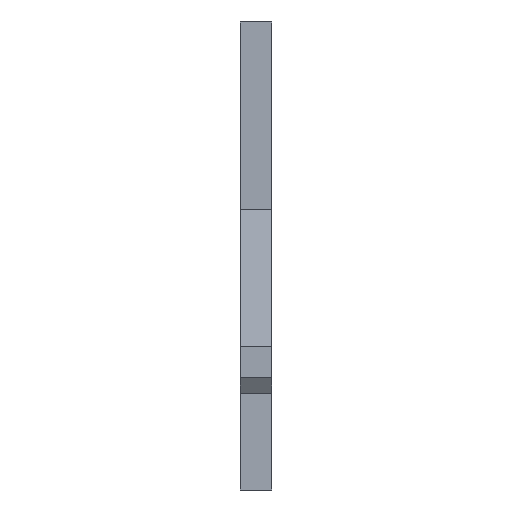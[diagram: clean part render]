
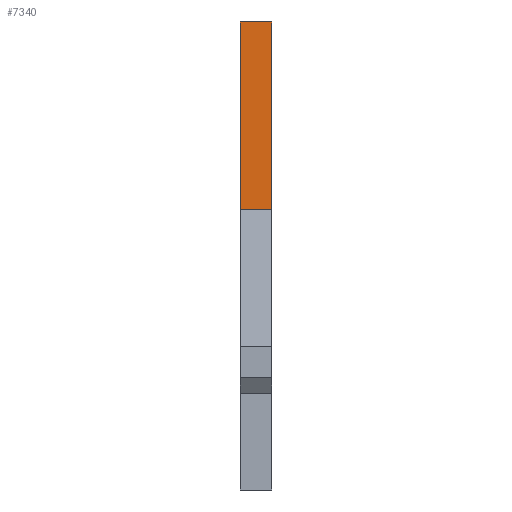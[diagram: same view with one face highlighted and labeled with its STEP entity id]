
A CAD part, left-side view. The second image highlights one B-rep face of the part: STEP entity #7340.
In plain terms, the highlighted planar face has unit normal (-1, 0, 0).
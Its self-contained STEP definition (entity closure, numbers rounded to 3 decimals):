
#6743 = PLANE('',#6744);
#6744 = AXIS2_PLACEMENT_3D('',#6745,#6746,#6747);
#6745 = CARTESIAN_POINT('',(-9.089,0.254,-1.58));
#6746 = DIRECTION('',(0.,1.,0.));
#6747 = DIRECTION('',(1.,0.,0.));
#6797 = PLANE('',#6798);
#6798 = AXIS2_PLACEMENT_3D('',#6799,#6800,#6801);
#6799 = CARTESIAN_POINT('',(-9.089,-0.254,-1.58));
#6800 = DIRECTION('',(0.,1.,0.));
#6801 = DIRECTION('',(1.,0.,0.));
#7232 = PLANE('',#7233);
#7233 = AXIS2_PLACEMENT_3D('',#7234,#7235,#7236);
#7234 = CARTESIAN_POINT('',(-8.691,-0.254,6.04));
#7235 = DIRECTION('',(0.,0.,1.));
#7236 = DIRECTION('',(-1.,0.,-0.));
#7270 = VERTEX_POINT('',#7271);
#7271 = CARTESIAN_POINT('',(-9.089,0.254,6.04));
#7292 = EDGE_CURVE('',#7293,#7270,#7295,.T.);
#7293 = VERTEX_POINT('',#7294);
#7294 = CARTESIAN_POINT('',(-9.089,-0.254,6.04));
#7295 = SURFACE_CURVE('',#7296,(#7300,#7307),.PCURVE_S1.);
#7296 = LINE('',#7297,#7298);
#7297 = CARTESIAN_POINT('',(-9.089,-0.254,6.04));
#7298 = VECTOR('',#7299,1.);
#7299 = DIRECTION('',(0.,1.,0.));
#7300 = PCURVE('',#7232,#7301);
#7301 = DEFINITIONAL_REPRESENTATION('',(#7302),#7306);
#7302 = LINE('',#7303,#7304);
#7303 = CARTESIAN_POINT('',(0.399,0.));
#7304 = VECTOR('',#7305,1.);
#7305 = DIRECTION('',(0.,-1.));
#7306 = ( GEOMETRIC_REPRESENTATION_CONTEXT(2) 
PARAMETRIC_REPRESENTATION_CONTEXT() REPRESENTATION_CONTEXT('2D SPACE',''
  ) );
#7307 = PCURVE('',#7308,#7313);
#7308 = PLANE('',#7309);
#7309 = AXIS2_PLACEMENT_3D('',#7310,#7311,#7312);
#7310 = CARTESIAN_POINT('',(-9.089,-0.254,6.04));
#7311 = DIRECTION('',(-1.,0.,-0.));
#7312 = DIRECTION('',(0.,0.,-1.));
#7313 = DEFINITIONAL_REPRESENTATION('',(#7314),#7318);
#7314 = LINE('',#7315,#7316);
#7315 = CARTESIAN_POINT('',(0.,0.));
#7316 = VECTOR('',#7317,1.);
#7317 = DIRECTION('',(0.,-1.));
#7318 = ( GEOMETRIC_REPRESENTATION_CONTEXT(2) 
PARAMETRIC_REPRESENTATION_CONTEXT() REPRESENTATION_CONTEXT('2D SPACE',''
  ) );
#7340 = ADVANCED_FACE('',(#7341),#7308,.T.);
#7341 = FACE_BOUND('',#7342,.T.);
#7342 = EDGE_LOOP('',(#7343,#7344,#7367,#7395));
#7343 = ORIENTED_EDGE('',*,*,#7292,.T.);
#7344 = ORIENTED_EDGE('',*,*,#7345,.T.);
#7345 = EDGE_CURVE('',#7270,#7346,#7348,.T.);
#7346 = VERTEX_POINT('',#7347);
#7347 = CARTESIAN_POINT('',(-9.089,0.254,2.992));
#7348 = SURFACE_CURVE('',#7349,(#7353,#7360),.PCURVE_S1.);
#7349 = LINE('',#7350,#7351);
#7350 = CARTESIAN_POINT('',(-9.089,0.254,6.04));
#7351 = VECTOR('',#7352,1.);
#7352 = DIRECTION('',(0.,0.,-1.));
#7353 = PCURVE('',#7308,#7354);
#7354 = DEFINITIONAL_REPRESENTATION('',(#7355),#7359);
#7355 = LINE('',#7356,#7357);
#7356 = CARTESIAN_POINT('',(0.,-0.508));
#7357 = VECTOR('',#7358,1.);
#7358 = DIRECTION('',(1.,0.));
#7359 = ( GEOMETRIC_REPRESENTATION_CONTEXT(2) 
PARAMETRIC_REPRESENTATION_CONTEXT() REPRESENTATION_CONTEXT('2D SPACE',''
  ) );
#7360 = PCURVE('',#6743,#7361);
#7361 = DEFINITIONAL_REPRESENTATION('',(#7362),#7366);
#7362 = LINE('',#7363,#7364);
#7363 = CARTESIAN_POINT('',(0.,-7.62));
#7364 = VECTOR('',#7365,1.);
#7365 = DIRECTION('',(0.,1.));
#7366 = ( GEOMETRIC_REPRESENTATION_CONTEXT(2) 
PARAMETRIC_REPRESENTATION_CONTEXT() REPRESENTATION_CONTEXT('2D SPACE',''
  ) );
#7367 = ORIENTED_EDGE('',*,*,#7368,.F.);
#7368 = EDGE_CURVE('',#7369,#7346,#7371,.T.);
#7369 = VERTEX_POINT('',#7370);
#7370 = CARTESIAN_POINT('',(-9.089,-0.254,2.992));
#7371 = SURFACE_CURVE('',#7372,(#7376,#7383),.PCURVE_S1.);
#7372 = LINE('',#7373,#7374);
#7373 = CARTESIAN_POINT('',(-9.089,-0.254,2.992));
#7374 = VECTOR('',#7375,1.);
#7375 = DIRECTION('',(0.,1.,0.));
#7376 = PCURVE('',#7308,#7377);
#7377 = DEFINITIONAL_REPRESENTATION('',(#7378),#7382);
#7378 = LINE('',#7379,#7380);
#7379 = CARTESIAN_POINT('',(3.048,0.));
#7380 = VECTOR('',#7381,1.);
#7381 = DIRECTION('',(0.,-1.));
#7382 = ( GEOMETRIC_REPRESENTATION_CONTEXT(2) 
PARAMETRIC_REPRESENTATION_CONTEXT() REPRESENTATION_CONTEXT('2D SPACE',''
  ) );
#7383 = PCURVE('',#7384,#7389);
#7384 = PLANE('',#7385);
#7385 = AXIS2_PLACEMENT_3D('',#7386,#7387,#7388);
#7386 = CARTESIAN_POINT('',(-9.089,-0.254,2.992));
#7387 = DIRECTION('',(-0.97,0.,0.244)
  );
#7388 = DIRECTION('',(-0.244,0.,
    -0.97));
#7389 = DEFINITIONAL_REPRESENTATION('',(#7390),#7394);
#7390 = LINE('',#7391,#7392);
#7391 = CARTESIAN_POINT('',(0.,0.));
#7392 = VECTOR('',#7393,1.);
#7393 = DIRECTION('',(0.,-1.));
#7394 = ( GEOMETRIC_REPRESENTATION_CONTEXT(2) 
PARAMETRIC_REPRESENTATION_CONTEXT() REPRESENTATION_CONTEXT('2D SPACE',''
  ) );
#7395 = ORIENTED_EDGE('',*,*,#7396,.F.);
#7396 = EDGE_CURVE('',#7293,#7369,#7397,.T.);
#7397 = SURFACE_CURVE('',#7398,(#7402,#7409),.PCURVE_S1.);
#7398 = LINE('',#7399,#7400);
#7399 = CARTESIAN_POINT('',(-9.089,-0.254,6.04));
#7400 = VECTOR('',#7401,1.);
#7401 = DIRECTION('',(0.,0.,-1.));
#7402 = PCURVE('',#7308,#7403);
#7403 = DEFINITIONAL_REPRESENTATION('',(#7404),#7408);
#7404 = LINE('',#7405,#7406);
#7405 = CARTESIAN_POINT('',(0.,0.));
#7406 = VECTOR('',#7407,1.);
#7407 = DIRECTION('',(1.,0.));
#7408 = ( GEOMETRIC_REPRESENTATION_CONTEXT(2) 
PARAMETRIC_REPRESENTATION_CONTEXT() REPRESENTATION_CONTEXT('2D SPACE',''
  ) );
#7409 = PCURVE('',#6797,#7410);
#7410 = DEFINITIONAL_REPRESENTATION('',(#7411),#7415);
#7411 = LINE('',#7412,#7413);
#7412 = CARTESIAN_POINT('',(0.,-7.62));
#7413 = VECTOR('',#7414,1.);
#7414 = DIRECTION('',(0.,1.));
#7415 = ( GEOMETRIC_REPRESENTATION_CONTEXT(2) 
PARAMETRIC_REPRESENTATION_CONTEXT() REPRESENTATION_CONTEXT('2D SPACE',''
  ) );
